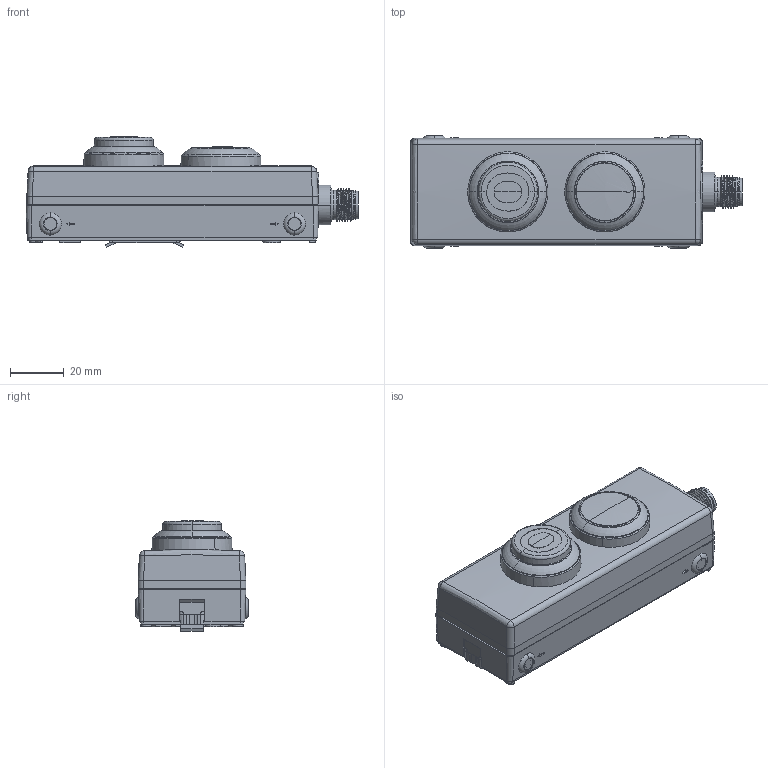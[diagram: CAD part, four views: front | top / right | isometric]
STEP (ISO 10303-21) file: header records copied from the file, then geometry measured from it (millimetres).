
FILE_DESCRIPTION(/* description */ (''),/* implementation_level */ '2;1');
FILE_NAME(/* name */ 'FILE_STP_CAD_DRAWING_3D_LP4P2B8902_prt.stp',/* time_stamp */ '2024-11-07T22:52:14+01:00',/* author */ (''),/* organization */ (''),/* preprocessor_version */ 'ST-DEVELOPER v16.7',/* originating_system */ 'SIEMENS PLM Software NX 12.0',/* authorisation */ '');
FILE_SCHEMA (('AUTOMOTIVE_DESIGN { 1 0 10303 214 3 1 1 1 }'));
Length unit declared in the file: millimetre
Products named in the file (1): 3D_LP4P2B8902
Bounding box: 123.15 x 41.8 x 40.94 mm (x, y, z)
Volume: 128281.1 mm3; surface area: 20314.5 mm2
Topology: 1 solids, 1 shells, 609 faces, 1593 edges, 1034 vertices
Faces by surface type: plane 386, cylinder 119, cone 42, torus 26, extrusion 16, sphere 10, bspline 10
Entity records: 26081 total; most frequent: CARTESIAN_POINT 9873, ORIENTED_EDGE 3178, DIRECTION 3006, EDGE_CURVE 1589, VECTOR 1130, LINE 1114, VERTEX_POINT 1033, AXIS2_PLACEMENT_3D 938
